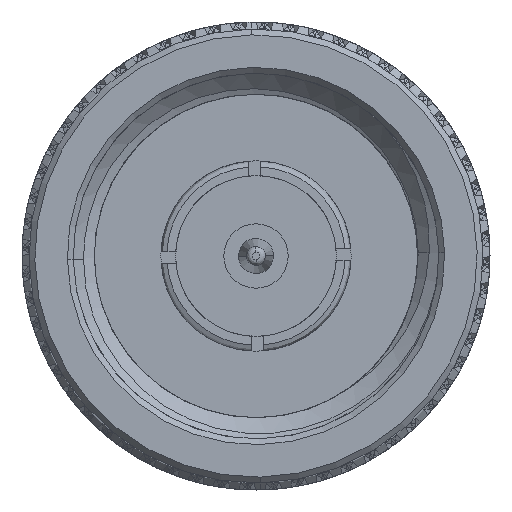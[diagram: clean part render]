
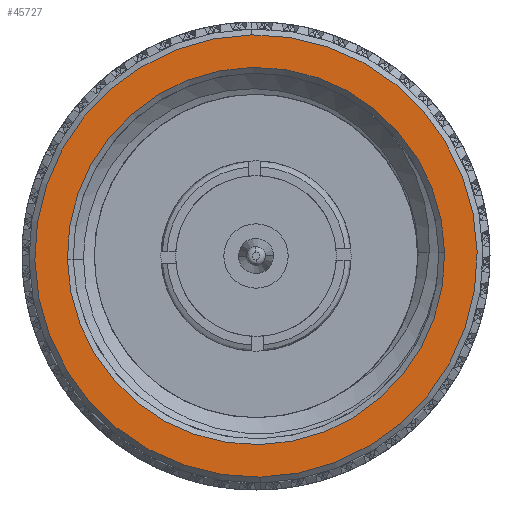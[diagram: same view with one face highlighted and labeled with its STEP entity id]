
A CAD part, left-side view. The second image highlights one B-rep face of the part: STEP entity #45727.
In plain terms, the highlighted planar face has unit normal (-1, 0, 0).
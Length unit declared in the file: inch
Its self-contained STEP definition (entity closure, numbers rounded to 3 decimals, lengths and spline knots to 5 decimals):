
#2164 = VERTEX_POINT ( 'NONE', #91734 ) ;
#2578 = DIRECTION ( 'NONE',  ( 0., -1., 0. ) ) ;
#6284 = DIRECTION ( 'NONE',  ( 0., -1., 0. ) ) ;
#11088 = DIRECTION ( 'NONE',  ( 0., -1., 0. ) ) ;
#15934 = CARTESIAN_POINT ( 'NONE',  ( 0., 0., -0.3225 ) ) ;
#16782 = ORIENTED_EDGE ( 'NONE', *, *, #103991, .T. ) ;
#19075 = EDGE_LOOP ( 'NONE', ( #96912, #178039 ) ) ;
#26777 = DIRECTION ( 'NONE',  ( 0., -1., 0. ) ) ;
#27616 = DIRECTION ( 'NONE',  ( 1., 0., 0. ) ) ;
#27685 = CARTESIAN_POINT ( 'NONE',  ( 0., 0., 0. ) ) ;
#33953 = EDGE_CURVE ( 'NONE', #171397, #42164, #169427, .T. ) ;
#41790 = CIRCLE ( 'NONE', #59647, 0.37809 ) ;
#42164 = VERTEX_POINT ( 'NONE', #59259 ) ;
#43561 = CARTESIAN_POINT ( 'NONE',  ( 0., 0., 0. ) ) ;
#45727 = ADVANCED_FACE ( 'NONE', ( #64608, #118290 ), #174634, .T. ) ;
#47936 = CARTESIAN_POINT ( 'NONE',  ( 0., 0.38809, 0. ) ) ;
#48582 = EDGE_CURVE ( 'NONE', #42164, #171397, #140627, .T. ) ;
#59259 = CARTESIAN_POINT ( 'NONE',  ( 0., 0., 0.3225 ) ) ;
#59647 = AXIS2_PLACEMENT_3D ( 'NONE', #43561, #85198, #86100 ) ;
#64608 = FACE_BOUND ( 'NONE', #19075, .T. ) ;
#66140 = VERTEX_POINT ( 'NONE', #101051 ) ;
#72597 = AXIS2_PLACEMENT_3D ( 'NONE', #47936, #104382, #6284 ) ;
#78192 = AXIS2_PLACEMENT_3D ( 'NONE', #166474, #96242, #11088 ) ;
#81491 = EDGE_CURVE ( 'NONE', #2164, #66140, #41790, .T. ) ;
#85198 = DIRECTION ( 'NONE',  ( -1., 0., 0. ) ) ;
#86100 = DIRECTION ( 'NONE',  ( 0., -1., 0. ) ) ;
#91734 = CARTESIAN_POINT ( 'NONE',  ( 0., -0.37809, 0. ) ) ;
#96242 = DIRECTION ( 'NONE',  ( -1., 0., 0. ) ) ;
#96912 = ORIENTED_EDGE ( 'NONE', *, *, #48582, .T. ) ;
#97910 = CARTESIAN_POINT ( 'NONE',  ( 0., 0., 0. ) ) ;
#101051 = CARTESIAN_POINT ( 'NONE',  ( 0., 0.37809, 0. ) ) ;
#101485 = AXIS2_PLACEMENT_3D ( 'NONE', #27685, #111876, #26777 ) ;
#103991 = EDGE_CURVE ( 'NONE', #66140, #2164, #110689, .T. ) ;
#104382 = DIRECTION ( 'NONE',  ( -1., 0., 0. ) ) ;
#110689 = CIRCLE ( 'NONE', #78192, 0.37809 ) ;
#111876 = DIRECTION ( 'NONE',  ( 1., 0., 0. ) ) ;
#118290 = FACE_OUTER_BOUND ( 'NONE', #161700, .T. ) ;
#140627 = CIRCLE ( 'NONE', #155422, 0.3225 ) ;
#155422 = AXIS2_PLACEMENT_3D ( 'NONE', #97910, #27616, #2578 ) ;
#161700 = EDGE_LOOP ( 'NONE', ( #16782, #167394 ) ) ;
#166474 = CARTESIAN_POINT ( 'NONE',  ( 0., 0., 0. ) ) ;
#167394 = ORIENTED_EDGE ( 'NONE', *, *, #81491, .T. ) ;
#169427 = CIRCLE ( 'NONE', #101485, 0.3225 ) ;
#171397 = VERTEX_POINT ( 'NONE', #15934 ) ;
#174634 = PLANE ( 'NONE',  #72597 ) ;
#178039 = ORIENTED_EDGE ( 'NONE', *, *, #33953, .T. ) ;
